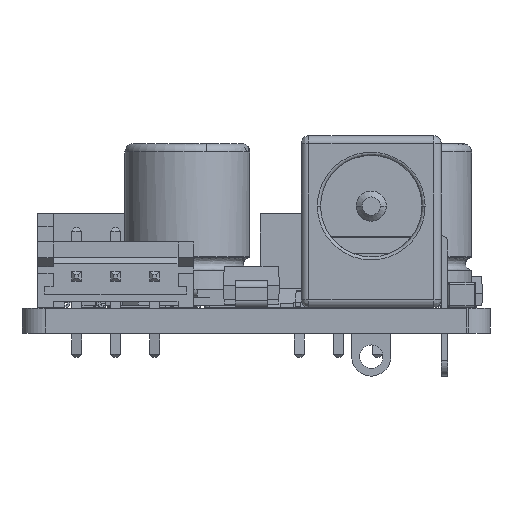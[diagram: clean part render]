
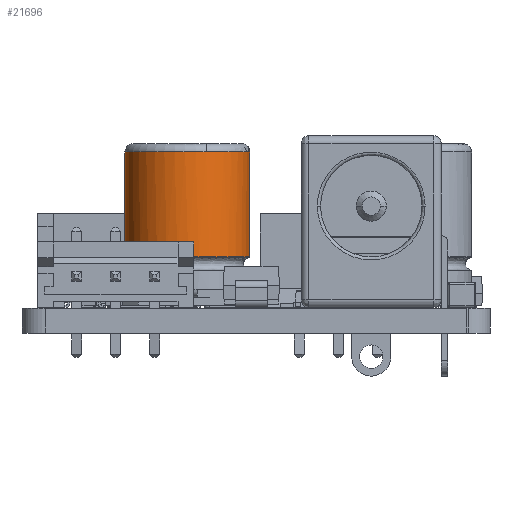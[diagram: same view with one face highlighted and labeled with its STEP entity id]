
A CAD part, left-side view. The second image highlights one B-rep face of the part: STEP entity #21696.
In plain terms, the highlighted cylindrical face has radius 4 mm (diameter 8 mm), a full revolution.
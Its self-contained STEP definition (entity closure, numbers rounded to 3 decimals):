
#21362 = VERTEX_POINT('',#21363);
#21363 = CARTESIAN_POINT('',(-4.,0.,3.238));
#21369 = EDGE_CURVE('',#21362,#21362,#21370,.T.);
#21370 = ( BOUNDED_CURVE() B_SPLINE_CURVE(13,(#21371,#21372,#21373,
    #21374,#21375,#21376,#21377,#21378,#21379,#21380,#21381,#21382,
#21383,#21384),.UNSPECIFIED.,.T.,.F.) B_SPLINE_CURVE_WITH_KNOTS((1,13,13
    ,1),(-25.133,0.,25.133,
50.265),.UNSPECIFIED.) CURVE() GEOMETRIC_REPRESENTATION_ITEM() 
RATIONAL_B_SPLINE_CURVE((1.,1.,1.,1.,
    1.,1.,1.,1.,
    1.,1.,1.,1.,1.,1.)) 
REPRESENTATION_ITEM('') );
#21371 = CARTESIAN_POINT('',(-4.,0.,3.238));
#21372 = CARTESIAN_POINT('',(-4.,1.905,
    3.238));
#21373 = CARTESIAN_POINT('',(-3.015,3.855,
    3.238));
#21374 = CARTESIAN_POINT('',(-0.989,5.248,
    3.238));
#21375 = CARTESIAN_POINT('',(1.8,5.462,
    3.238));
#21376 = CARTESIAN_POINT('',(4.209,3.977,
    3.238));
#21377 = CARTESIAN_POINT('',(5.976,1.808,3.238)
  );
#21378 = CARTESIAN_POINT('',(5.976,-1.808,
    3.238));
#21379 = CARTESIAN_POINT('',(4.209,-3.977,
    3.238));
#21380 = CARTESIAN_POINT('',(1.8,-5.462,
    3.238));
#21381 = CARTESIAN_POINT('',(-0.989,-5.248,
    3.238));
#21382 = CARTESIAN_POINT('',(-3.015,-3.855,
    3.238));
#21383 = CARTESIAN_POINT('',(-4.,-1.905,3.238));
#21384 = CARTESIAN_POINT('',(-4.,0.,3.238));
#21696 = ADVANCED_FACE('',(#21697),#21743,.T.);
#21697 = FACE_BOUND('',#21698,.T.);
#21698 = EDGE_LOOP('',(#21699,#21700,#21708,#21717,#21726,#21735,#21742)
  );
#21699 = ORIENTED_EDGE('',*,*,#21369,.F.);
#21700 = ORIENTED_EDGE('',*,*,#21701,.T.);
#21701 = EDGE_CURVE('',#21362,#21702,#21704,.T.);
#21702 = VERTEX_POINT('',#21703);
#21703 = CARTESIAN_POINT('',(-4.,0.,9.967));
#21704 = LINE('',#21705,#21706);
#21705 = CARTESIAN_POINT('',(-4.,0.,3.2));
#21706 = VECTOR('',#21707,1.);
#21707 = DIRECTION('',(0.,0.,1.));
#21708 = ORIENTED_EDGE('',*,*,#21709,.T.);
#21709 = EDGE_CURVE('',#21702,#21710,#21712,.T.);
#21710 = VERTEX_POINT('',#21711);
#21711 = CARTESIAN_POINT('',(1.2,3.816,9.967));
#21712 = CIRCLE('',#21713,4.);
#21713 = AXIS2_PLACEMENT_3D('',#21714,#21715,#21716);
#21714 = CARTESIAN_POINT('',(0.,0.,9.967));
#21715 = DIRECTION('',(0.,0.,-1.));
#21716 = DIRECTION('',(-1.,0.,0.));
#21717 = ORIENTED_EDGE('',*,*,#21718,.T.);
#21718 = EDGE_CURVE('',#21710,#21719,#21721,.T.);
#21719 = VERTEX_POINT('',#21720);
#21720 = CARTESIAN_POINT('',(4.,0.,9.967));
#21721 = CIRCLE('',#21722,4.);
#21722 = AXIS2_PLACEMENT_3D('',#21723,#21724,#21725);
#21723 = CARTESIAN_POINT('',(0.,0.,9.967));
#21724 = DIRECTION('',(0.,0.,-1.));
#21725 = DIRECTION('',(-1.,0.,0.));
#21726 = ORIENTED_EDGE('',*,*,#21727,.T.);
#21727 = EDGE_CURVE('',#21719,#21728,#21730,.T.);
#21728 = VERTEX_POINT('',#21729);
#21729 = CARTESIAN_POINT('',(1.2,-3.816,9.967));
#21730 = CIRCLE('',#21731,4.);
#21731 = AXIS2_PLACEMENT_3D('',#21732,#21733,#21734);
#21732 = CARTESIAN_POINT('',(0.,0.,9.967));
#21733 = DIRECTION('',(0.,0.,-1.));
#21734 = DIRECTION('',(-1.,0.,0.));
#21735 = ORIENTED_EDGE('',*,*,#21736,.T.);
#21736 = EDGE_CURVE('',#21728,#21702,#21737,.T.);
#21737 = CIRCLE('',#21738,4.);
#21738 = AXIS2_PLACEMENT_3D('',#21739,#21740,#21741);
#21739 = CARTESIAN_POINT('',(0.,0.,9.967));
#21740 = DIRECTION('',(0.,0.,-1.));
#21741 = DIRECTION('',(-1.,0.,0.));
#21742 = ORIENTED_EDGE('',*,*,#21701,.F.);
#21743 = CYLINDRICAL_SURFACE('',#21744,4.);
#21744 = AXIS2_PLACEMENT_3D('',#21745,#21746,#21747);
#21745 = CARTESIAN_POINT('',(0.,0.,3.2));
#21746 = DIRECTION('',(0.,0.,1.));
#21747 = DIRECTION('',(-1.,0.,0.));
